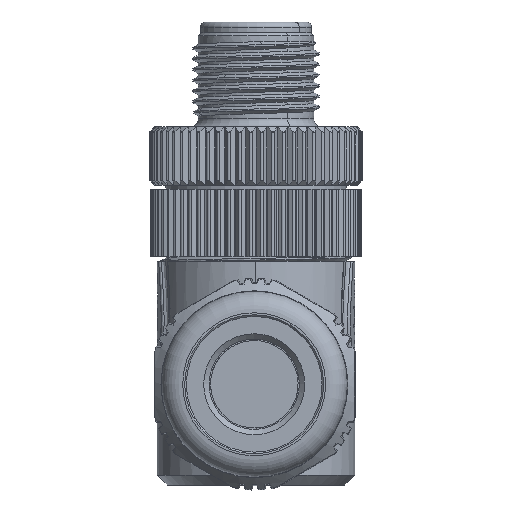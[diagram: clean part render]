
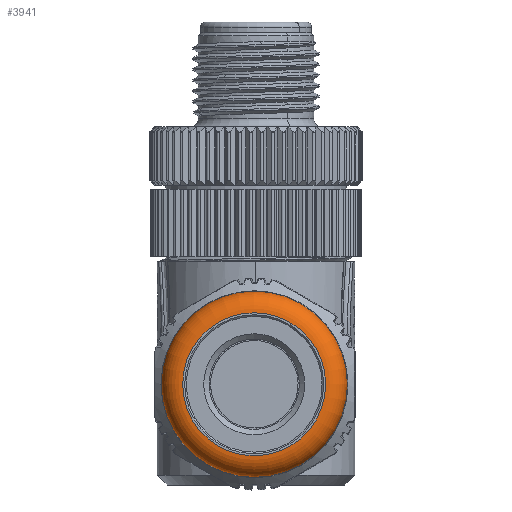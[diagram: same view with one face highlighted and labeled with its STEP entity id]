
A CAD part, left-side view. The second image highlights one B-rep face of the part: STEP entity #3941.
In plain terms, the highlighted toroidal (fillet/blend) face has major radius 6.692 mm and minor radius 2 mm.
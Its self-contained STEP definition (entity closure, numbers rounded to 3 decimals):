
#121=TOROIDAL_SURFACE('',#19181,6.692,2.);
#2664=FACE_BOUND('',#6450,.T.);
#2665=FACE_BOUND('',#6451,.T.);
#3941=ADVANCED_FACE('',(#2664,#2665),#121,.T.);
#6450=EDGE_LOOP('',(#12753));
#6451=EDGE_LOOP('',(#12754));
#7186=CIRCLE('',#19163,6.692);
#7195=CIRCLE('',#19180,8.692);
#12753=ORIENTED_EDGE('',*,*,#17386,.T.);
#12754=ORIENTED_EDGE('',*,*,#17377,.F.);
#14830=VERTEX_POINT('',#37736);
#14839=VERTEX_POINT('',#37762);
#17377=EDGE_CURVE('',#14830,#14830,#7186,.T.);
#17386=EDGE_CURVE('',#14839,#14839,#7195,.T.);
#19163=AXIS2_PLACEMENT_3D('',#37735,#23355,#23356);
#19180=AXIS2_PLACEMENT_3D('',#37761,#23389,#23390);
#19181=AXIS2_PLACEMENT_3D('',#37763,#23391,#23392);
#23355=DIRECTION('',(-1.,0.005,0.));
#23356=DIRECTION('',(-0.005,-0.866,0.5));
#23389=DIRECTION('',(-1.,0.005,0.));
#23390=DIRECTION('',(-0.005,-0.866,0.5));
#23391=DIRECTION('',(-1.,0.005,0.));
#23392=DIRECTION('',(-0.005,-0.869,0.495));
#37735=CARTESIAN_POINT('',(-32.65,0.171,-24.1));
#37736=CARTESIAN_POINT('',(-32.68,-5.624,-20.754));
#37761=CARTESIAN_POINT('',(-30.684,0.161,-24.1));
#37762=CARTESIAN_POINT('',(-30.724,-7.367,-19.754));
#37763=CARTESIAN_POINT('',(-30.65,0.16,-24.1));
